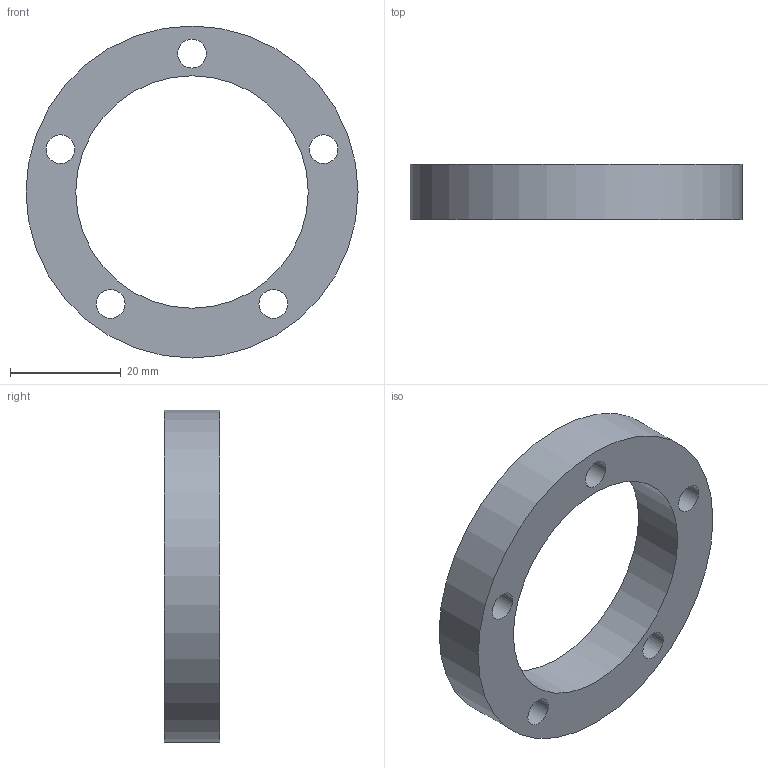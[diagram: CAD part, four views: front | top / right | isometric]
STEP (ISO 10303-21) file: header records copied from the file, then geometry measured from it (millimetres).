
FILE_DESCRIPTION((''),'1');
FILE_NAME('Entretoise plateau.stp', '2022-02-03T21:57:23',(''), (''), 'KCM Version 1.1.2450.0', 'KeyCreator', '');
FILE_SCHEMA(('AUTOMOTIVE_DESIGN'));
Length unit declared in the file: millimetre
Bounding box: 60 x 10 x 60 mm (x, y, z)
Volume: 13358.1 mm3; surface area: 6692.8 mm2
Topology: 1 solids, 1 shells, 9 faces, 21 edges, 14 vertices
Faces by surface type: cylinder 7, plane 2
Full cylindrical faces by diameter (mm): 5.2 x5, 42 x1, 60 x1
Entity records: 318 total; most frequent: DIRECTION 55, CARTESIAN_POINT 45, ORIENTED_EDGE 42, AXIS2_PLACEMENT_3D 24, EDGE_CURVE 21, EDGE_LOOP 21, VERTEX_POINT 14, CIRCLE 14
